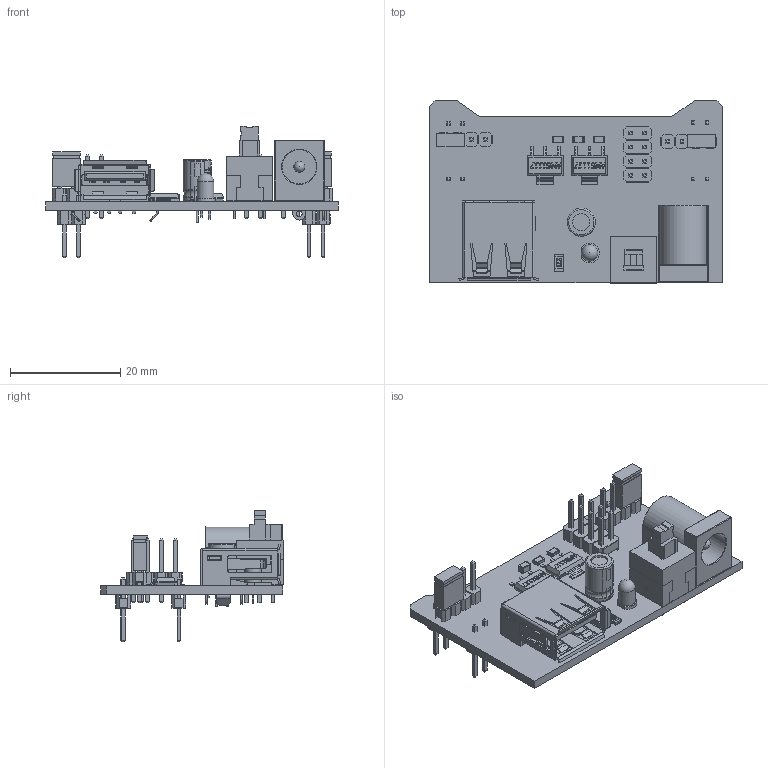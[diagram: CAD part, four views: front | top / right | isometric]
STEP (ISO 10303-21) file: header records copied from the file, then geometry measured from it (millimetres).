
FILE_DESCRIPTION(/* description */ (''),/* implementation_level */ '2;1');
FILE_NAME(/* name */ 'Breadboard_Power_Supply_5V_3.3V.step',/* time_stamp */ '2019-01-22T19:50:22-07:00',/* author */ ('juanmojave'),/* organization */ (''),/* preprocessor_version */ 'ST-DEVELOPER v17.2',/* originating_system */ 'Autodesk Translation Framework v7.6.0.251',/* authorisation */ '');
FILE_SCHEMA (('AUTOMOTIVE_DESIGN { 1 0 10303 214 3 1 1 }'));
Length unit declared in the file: millimetre
Products named in the file (32): Breadboard Power Supply; femaleThruHoleUSB; DC Jack; Toggle Button (8.4 x 8.4 x 13.5mm); DS1021-1x2S61; DS1021-1x2S61_1; DS1021-1x2S61_2; DS1021-1x2S61_3; body; pin; LED_3 mm GREEN_shorter legs; R22_1206_E24; CAPTH100-16; DS1021-1x4S61; DS1021-1x4S61_1; body_1; pin_1; DS1021-2x4S61; body_2; pin_2; AMS1117; C0805_060; C0805_060_1; Part 3; Part 2; Part 1; C0805_125; C0805_125_1; Part 3_1; Part 2_1; Part 1_1; Jumper
Assembly tree (59 placements, depth 4):
  Breadboard Power Supply
    femaleThruHoleUSB
    DC Jack
    Toggle Button (8.4 x 8.4 x 13.5mm)
    DS1021-1x2S61
      body
      pin  x2
    DS1021-1x2S61_1
      body
      pin  x2
    DS1021-1x2S61_2
      body
      pin  x2
    DS1021-1x2S61_3
      body
      pin  x2
    LED_3 mm GREEN_shorter legs
    R22_1206_E24
    CAPTH100-16
    DS1021-1x4S61
      body_1
      pin_1  x4
    DS1021-1x4S61_1
      body_1
      pin_1  x4
    DS1021-2x4S61
      body_2
      pin_2  x8
    AMS1117  x2
    C0805_060  x2
      C0805_060_1
        Part 3
        Part 2
        Part 1
    C0805_125
      C0805_125_1
        Part 3_1
        Part 2_1
        Part 1_1
    Jumper  x2
Bounding box: 53.1 x 33.04 x 23.89 mm (x, y, z)
Volume: 5629.7 mm3; surface area: 9285.4 mm2
Topology: 58 solids, 78 shells, 2256 faces, 5577 edges, 3481 vertices
Faces by surface type: plane 1752, cylinder 270, bspline 164, sphere 35, torus 31, cone 4
Full cylindrical faces by diameter (mm): 0.432 x2, 0.759 x2, 1 x3, 2 x1, 3 x1, 3.048 x2, 5.08 x2, 6.2 x1
Entity records: 51357 total; most frequent: CARTESIAN_POINT 13342, ORIENTED_EDGE 7792, DIRECTION 7063, EDGE_CURVE 3896, LINE 2989, VECTOR 2989, VERTEX_POINT 2497, AXIS2_PLACEMENT_3D 2037
